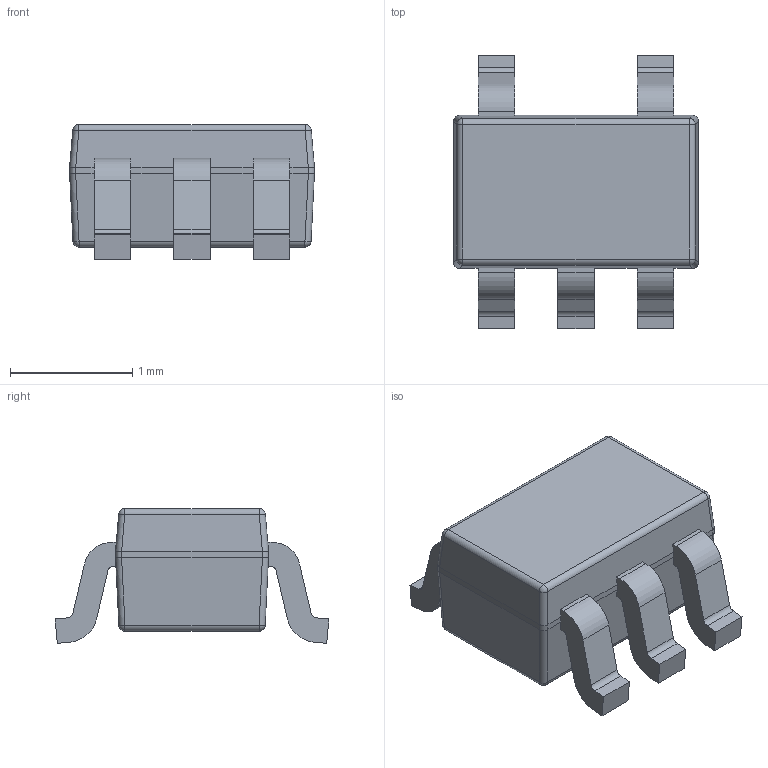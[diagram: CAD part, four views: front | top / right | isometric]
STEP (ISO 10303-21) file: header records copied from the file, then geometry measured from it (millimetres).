
FILE_DESCRIPTION(/* description */ (''),/* implementation_level */ '2;1');
FILE_NAME(/* name */ 'Diodes Inc - SOT353.step',/* time_stamp */ '2020-03-04T19:26:16+00:00',/* author */ (''),/* organization */ (''),/* preprocessor_version */ 'ST-DEVELOPER v18',/* originating_system */ 'Autodesk Translation Framework v8.12.0.6',/* authorisation */ '');
FILE_SCHEMA (('AUTOMOTIVE_DESIGN { 1 0 10303 214 3 1 1 }'));
Length unit declared in the file: millimetre
Products named in the file (1): Diodes - SOT353
Bounding box: 2 x 2.23 x 1.1 mm (x, y, z)
Volume: 2.7 mm3; surface area: 15.2 mm2
Topology: 1 solids, 1 shells, 112 faces, 306 edges, 196 vertices
Faces by surface type: plane 64, cylinder 40, sphere 8
Entity records: 3621 total; most frequent: CARTESIAN_POINT 615, ORIENTED_EDGE 612, DIRECTION 604, EDGE_CURVE 306, LINE 234, VECTOR 234, VERTEX_POINT 196, AXIS2_PLACEMENT_3D 185
